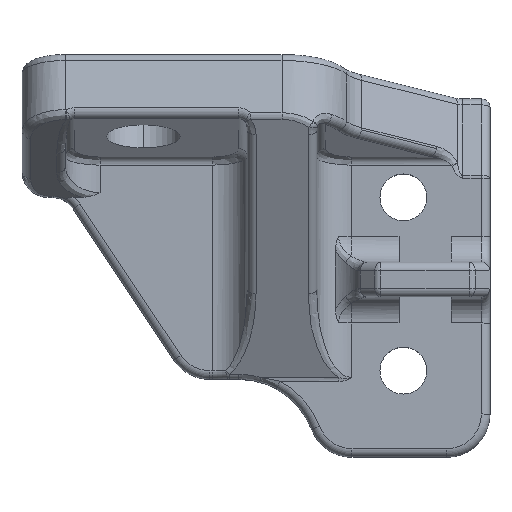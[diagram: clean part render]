
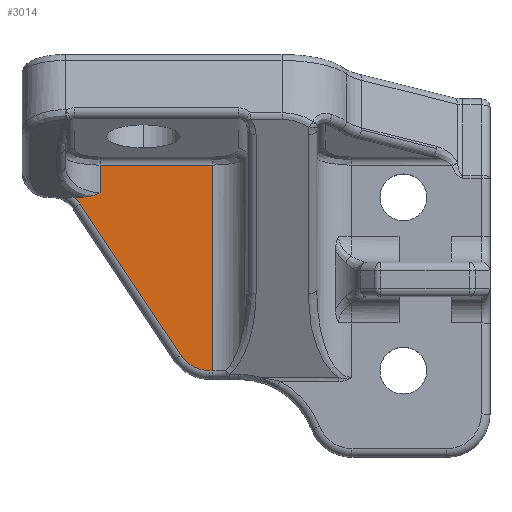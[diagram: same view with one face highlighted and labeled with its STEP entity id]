
A CAD part, top view. The second image highlights one B-rep face of the part: STEP entity #3014.
In plain terms, the highlighted planar face has unit normal (0, 0, 1).
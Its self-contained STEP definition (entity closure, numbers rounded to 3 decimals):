
#180 = FACE_OUTER_BOUND ( 'NONE', #1203, .T. ) ;
#273 = LINE ( 'NONE', #2450, #1245 ) ;
#297 = ORIENTED_EDGE ( 'NONE', *, *, #314, .F. ) ;
#314 = EDGE_CURVE ( 'NONE', #402, #4739, #4483, .T. ) ;
#393 = VERTEX_POINT ( 'NONE', #2326 ) ;
#402 = VERTEX_POINT ( 'NONE', #2430 ) ;
#494 = VERTEX_POINT ( 'NONE', #4386 ) ;
#510 = AXIS2_PLACEMENT_3D ( 'NONE', #4034, #3675, #1336 ) ;
#559 = CARTESIAN_POINT ( 'NONE',  ( -78.324, 14., 8. ) ) ;
#604 = CARTESIAN_POINT ( 'NONE',  ( -93.122, 30., 8. ) ) ;
#742 = LINE ( 'NONE', #1453, #757 ) ;
#757 = VECTOR ( 'NONE', #2526, 1000. ) ;
#847 = CARTESIAN_POINT ( 'NONE',  ( -93.277, 29.219, 8. ) ) ;
#861 = EDGE_CURVE ( 'NONE', #2146, #494, #273, .T. ) ;
#872 = DIRECTION ( 'NONE',  ( 0., 0., 1. ) ) ;
#917 = CARTESIAN_POINT ( 'NONE',  ( -91.334, 30.397, 8. ) ) ;
#951 = EDGE_CURVE ( 'NONE', #2709, #1882, #4451, .T. ) ;
#1124 = CARTESIAN_POINT ( 'NONE',  ( -78., 33.724, 8. ) ) ;
#1203 = EDGE_LOOP ( 'NONE', ( #4390, #1706, #3658, #297, #1743, #4807, #2549, #2255, #1551 ) ) ;
#1240 = PLANE ( 'NONE',  #3503 ) ;
#1245 = VECTOR ( 'NONE', #2475, 1000. ) ;
#1300 = AXIS2_PLACEMENT_3D ( 'NONE', #559, #2398, #2427 ) ;
#1320 = EDGE_CURVE ( 'NONE', #2567, #393, #1963, .T. ) ;
#1336 = DIRECTION ( 'NONE',  ( -1., 0., 0. ) ) ;
#1453 = CARTESIAN_POINT ( 'NONE',  ( -78., 0., 8. ) ) ;
#1551 = ORIENTED_EDGE ( 'NONE', *, *, #951, .F. ) ;
#1619 = CARTESIAN_POINT ( 'NONE',  ( -81.652, 11.781, 8. ) ) ;
#1690 = DIRECTION ( 'NONE',  ( -1., 0., 0. ) ) ;
#1706 = ORIENTED_EDGE ( 'NONE', *, *, #861, .F. ) ;
#1743 = ORIENTED_EDGE ( 'NONE', *, *, #4657, .F. ) ;
#1838 = CARTESIAN_POINT ( 'NONE',  ( -91., 34.451, 8. ) ) ;
#1848 = DIRECTION ( 'NONE',  ( -0.555, 0.832, 0. ) ) ;
#1861 = DIRECTION ( 'NONE',  ( 1., 0., 0. ) ) ;
#1882 = VERTEX_POINT ( 'NONE', #847 ) ;
#1963 = LINE ( 'NONE', #2698, #3251 ) ;
#2008 = EDGE_CURVE ( 'NONE', #1882, #393, #3651, .T. ) ;
#2097 = CARTESIAN_POINT ( 'NONE',  ( -91.679, 30.261, 8. ) ) ;
#2146 = VERTEX_POINT ( 'NONE', #3697 ) ;
#2255 = ORIENTED_EDGE ( 'NONE', *, *, #2008, .F. ) ;
#2326 = CARTESIAN_POINT ( 'NONE',  ( -93.96, 30., 8. ) ) ;
#2389 = CARTESIAN_POINT ( 'NONE',  ( -91., 30.556, 8. ) ) ;
#2398 = DIRECTION ( 'NONE',  ( 0., 0., 1. ) ) ;
#2417 = VECTOR ( 'NONE', #4073, 1000. ) ;
#2427 = DIRECTION ( 'NONE',  ( -1., 0., 0. ) ) ;
#2430 = CARTESIAN_POINT ( 'NONE',  ( -91., 33.724, 8. ) ) ;
#2450 = CARTESIAN_POINT ( 'NONE',  ( -75., 10., 8. ) ) ;
#2475 = DIRECTION ( 'NONE',  ( -1., 0., 0. ) ) ;
#2526 = DIRECTION ( 'NONE',  ( 0., -1., 0. ) ) ;
#2549 = ORIENTED_EDGE ( 'NONE', *, *, #1320, .T. ) ;
#2567 = VERTEX_POINT ( 'NONE', #2990 ) ;
#2697 = CARTESIAN_POINT ( 'NONE',  ( -78., 33.724, 8. ) ) ;
#2698 = CARTESIAN_POINT ( 'NONE',  ( -95., 30., 8. ) ) ;
#2709 = VERTEX_POINT ( 'NONE', #1619 ) ;
#2798 = CIRCLE ( 'NONE', #1300, 4. ) ;
#2943 = LINE ( 'NONE', #1838, #2417 ) ;
#2987 = EDGE_CURVE ( 'NONE', #2709, #494, #2798, .T. ) ;
#2990 = CARTESIAN_POINT ( 'NONE',  ( -93.122, 30., 8. ) ) ;
#3014 = ADVANCED_FACE ( 'NONE', ( #180 ), #1240, .T. ) ;
#3128 = VECTOR ( 'NONE', #1861, 1000. ) ;
#3155 = CARTESIAN_POINT ( 'NONE',  ( -92.75, 30., 8. ) ) ;
#3175 = CARTESIAN_POINT ( 'NONE',  ( -91.855, 30.202, 8. ) ) ;
#3208 = EDGE_CURVE ( 'NONE', #2567, #3570, #4544, .T. ) ;
#3251 = VECTOR ( 'NONE', #4116, 1000. ) ;
#3503 = AXIS2_PLACEMENT_3D ( 'NONE', #4238, #872, #1690 ) ;
#3548 = CARTESIAN_POINT ( 'NONE',  ( -91.164, 30.475, 8. ) ) ;
#3570 = VERTEX_POINT ( 'NONE', #4790 ) ;
#3651 = CIRCLE ( 'NONE', #510, 4. ) ;
#3658 = ORIENTED_EDGE ( 'NONE', *, *, #3986, .F. ) ;
#3675 = DIRECTION ( 'NONE',  ( 0., 0., 1. ) ) ;
#3683 = VECTOR ( 'NONE', #1848, 1000. ) ;
#3697 = CARTESIAN_POINT ( 'NONE',  ( -78., 10., 8. ) ) ;
#3764 = CARTESIAN_POINT ( 'NONE',  ( -74.168, 0.555, 8. ) ) ;
#3986 = EDGE_CURVE ( 'NONE', #4739, #2146, #742, .T. ) ;
#4034 = CARTESIAN_POINT ( 'NONE',  ( -96.606, 27., 8. ) ) ;
#4073 = DIRECTION ( 'NONE',  ( 0., 1., 0. ) ) ;
#4116 = DIRECTION ( 'NONE',  ( -1., 0., 0. ) ) ;
#4238 = CARTESIAN_POINT ( 'NONE',  ( -75., 0., 8. ) ) ;
#4386 = CARTESIAN_POINT ( 'NONE',  ( -78.324, 10., 8. ) ) ;
#4390 = ORIENTED_EDGE ( 'NONE', *, *, #2987, .T. ) ;
#4451 = LINE ( 'NONE', #3764, #3683 ) ;
#4483 = LINE ( 'NONE', #2697, #3128 ) ;
#4544 = B_SPLINE_CURVE_WITH_KNOTS ( 'NONE', 3,
 ( #604, #3155, #4653, #3175, #2097, #917, #3548, #2389 ),
 .UNSPECIFIED., .F., .F.,
 ( 4, 2, 2, 4 ),
 ( 0., 0.001, 0.002, 0.002 ),
 .UNSPECIFIED. ) ;
#4653 = CARTESIAN_POINT ( 'NONE',  ( -92.388, 30.056, 8. ) ) ;
#4657 = EDGE_CURVE ( 'NONE', #3570, #402, #2943, .T. ) ;
#4739 = VERTEX_POINT ( 'NONE', #1124 ) ;
#4790 = CARTESIAN_POINT ( 'NONE',  ( -91., 30.556, 8. ) ) ;
#4807 = ORIENTED_EDGE ( 'NONE', *, *, #3208, .F. ) ;
